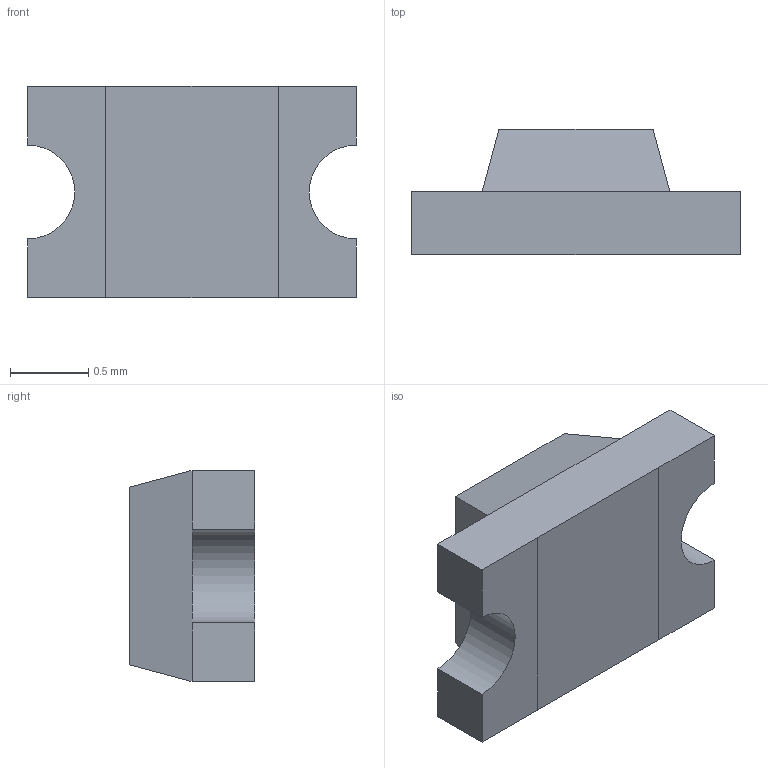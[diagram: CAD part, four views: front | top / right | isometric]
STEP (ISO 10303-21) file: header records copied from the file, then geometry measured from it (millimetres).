
FILE_DESCRIPTION(/* description */ ('STEP AP214','CAx-IF Rec.Pracs.---Representation and Presentation of Product Manufacturing Information (PMI)---4.0---2014-10-13'),/* implementation_level */ '2;1');
FILE_NAME(/* name */ 'User Library-LED0805(Зеленый).step',/* time_stamp */ '2020-01-25T16:30:21+03:00',/* author */ ('Andre'),/* organization */ (''),/* preprocessor_version */ 'ST-DEVELOPER v18',/* originating_system */ 'Autodesk Inventor 2020',/* authorisation */ '');
FILE_SCHEMA (('AP242_MANAGED_MODEL_BASED_3D_ENGINEERING_MIM_LF { 1 0 10303 442 1 1 4 }'));
Length unit declared in the file: millimetre
Products named in the file (1): User Library-LED0805
Bounding box: 2.1 x 0.8 x 1.35 mm (x, y, z)
Volume: 1.6 mm3; surface area: 9.6 mm2
Topology: 1 solids, 1 shells, 19 faces, 45 edges, 29 vertices
Faces by surface type: plane 17, cylinder 2
Entity records: 724 total; most frequent: DIRECTION 116, CARTESIAN_POINT 111, ORIENTED_EDGE 90, EDGE_CURVE 45, LINE 40, VECTOR 40, AXIS2_PLACEMENT_3D 38, VERTEX_POINT 29
